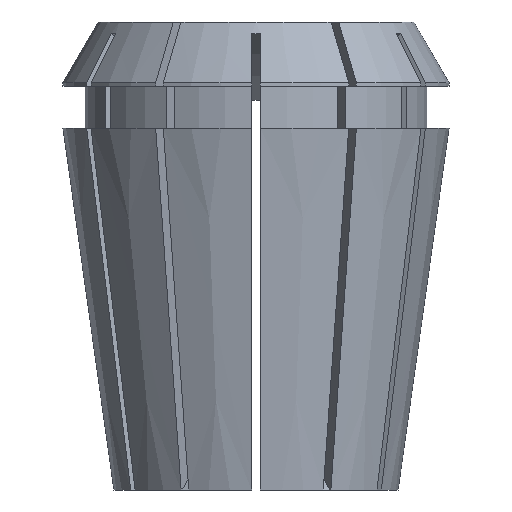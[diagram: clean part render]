
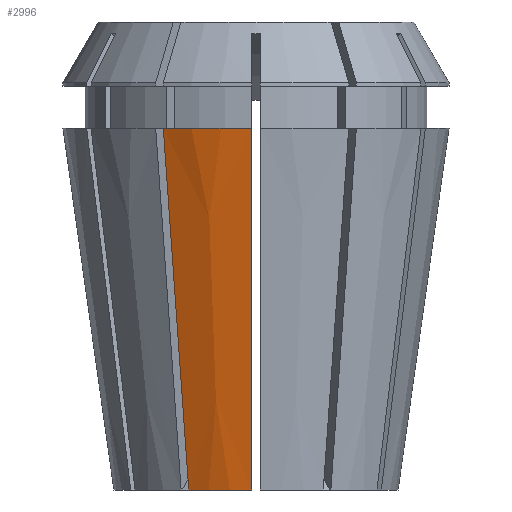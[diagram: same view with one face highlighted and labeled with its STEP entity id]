
A CAD part, front view. The second image highlights one B-rep face of the part: STEP entity #2996.
In plain terms, the highlighted conical face has half-angle 8 degrees and reference radius 12.158 mm.
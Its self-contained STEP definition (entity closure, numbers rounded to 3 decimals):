
#145 = EDGE_CURVE ( 'NONE', #1405, #1629, #3065, .T. ) ;
#333 = VERTEX_POINT ( 'NONE', #992 ) ;
#426 = CONICAL_SURFACE ( 'NONE', #3997, 12.158, 0.14 ) ;
#450 = DIRECTION ( 'NONE',  ( -1., 0., 0. ) ) ;
#498 = CARTESIAN_POINT ( 'NONE',  ( -7.69, -14.07, 27.583 ) ) ;
#556 = ORIENTED_EDGE ( 'NONE', *, *, #2758, .T. ) ;
#620 = CARTESIAN_POINT ( 'NONE',  ( -0.375, -16.263, 29.243 ) ) ;
#629 = EDGE_LOOP ( 'NONE', ( #1955, #556, #640, #1241 ) ) ;
#640 = ORIENTED_EDGE ( 'NONE', *, *, #2381, .F. ) ;
#749 = DIRECTION ( 'NONE',  ( 1., 0., 0. ) ) ;
#987 = AXIS2_PLACEMENT_3D ( 'NONE', #3452, #2479, #2793 ) ;
#992 = CARTESIAN_POINT ( 'NONE',  ( -5.751, -10.711, 0. ) ) ;
#1164 = CARTESIAN_POINT ( 'NONE',  ( -7.574, -13.868, 25.924 ) ) ;
#1216 = CARTESIAN_POINT ( 'NONE',  ( -7.923, -14.474, 30.9 ) ) ;
#1234 = CIRCLE ( 'NONE', #1440, 12.158 ) ;
#1241 = ORIENTED_EDGE ( 'NONE', *, *, #145, .F. ) ;
#1271 = CARTESIAN_POINT ( 'NONE',  ( -0.375, -12.513, 2.568 ) ) ;
#1405 = VERTEX_POINT ( 'NONE', #3430 ) ;
#1440 = AXIS2_PLACEMENT_3D ( 'NONE', #1777, #4093, #450 ) ;
#1528 = CARTESIAN_POINT ( 'NONE',  ( -7.056, -12.972, 18.565 ) ) ;
#1581 = CARTESIAN_POINT ( 'NONE',  ( -0.375, -12.152, 0. ) ) ;
#1606 = CARTESIAN_POINT ( 'NONE',  ( -0.375, -14.763, 18.571 ) ) ;
#1629 = VERTEX_POINT ( 'NONE', #3612 ) ;
#1684 = B_SPLINE_CURVE_WITH_KNOTS ( 'NONE', 3,
 ( #4105, #3174, #498, #1164, #1528, #3972, #1945, #2642, #4310, #3029 ),
 .UNSPECIFIED., .F., .F.,
 ( 4, 3, 3, 4 ),
 ( 0.064, 0.069, 0.091, 0.095 ),
 .UNSPECIFIED. ) ;
#1777 = CARTESIAN_POINT ( 'NONE',  ( 0., 0., 0. ) ) ;
#1944 = CARTESIAN_POINT ( 'NONE',  ( -0.375, -12.693, 3.852 ) ) ;
#1945 = CARTESIAN_POINT ( 'NONE',  ( -6.022, -11.18, 3.847 ) ) ;
#1955 = ORIENTED_EDGE ( 'NONE', *, *, #2195, .T. ) ;
#1962 = CARTESIAN_POINT ( 'NONE',  ( -0.375, -15.797, 25.93 ) ) ;
#1990 = CARTESIAN_POINT ( 'NONE',  ( -0.375, -13.728, 11.212 ) ) ;
#2195 = EDGE_CURVE ( 'NONE', #1405, #2636, #3706, .T. ) ;
#2381 = EDGE_CURVE ( 'NONE', #1629, #333, #1234, .T. ) ;
#2479 = DIRECTION ( 'NONE',  ( 0., 0., -1. ) ) ;
#2636 = VERTEX_POINT ( 'NONE', #1216 ) ;
#2642 = CARTESIAN_POINT ( 'NONE',  ( -5.931, -11.024, 2.565 ) ) ;
#2758 = EDGE_CURVE ( 'NONE', #2636, #333, #1684, .T. ) ;
#2793 = DIRECTION ( 'NONE',  ( -1., 0., 0. ) ) ;
#2824 = CARTESIAN_POINT ( 'NONE',  ( 0., 0., 0. ) ) ;
#2996 = ADVANCED_FACE ( 'NONE', ( #4020 ), #426, .T. ) ;
#3029 = CARTESIAN_POINT ( 'NONE',  ( -5.751, -10.711, 0. ) ) ;
#3065 = B_SPLINE_CURVE_WITH_KNOTS ( 'NONE', 3,
 ( #3628, #620, #3617, #1962, #1606, #1990, #1944, #1271, #3254, #1581 ),
 .UNSPECIFIED., .F., .F.,
 ( 4, 3, 3, 4 ),
 ( 0.064, 0.069, 0.091, 0.095 ),
 .UNSPECIFIED. ) ;
#3174 = CARTESIAN_POINT ( 'NONE',  ( -7.807, -14.272, 29.241 ) ) ;
#3254 = CARTESIAN_POINT ( 'NONE',  ( -0.375, -12.332, 1.284 ) ) ;
#3430 = CARTESIAN_POINT ( 'NONE',  ( -0.375, -16.496, 30.9 ) ) ;
#3452 = CARTESIAN_POINT ( 'NONE',  ( 0., 0., 30.9 ) ) ;
#3612 = CARTESIAN_POINT ( 'NONE',  ( -0.375, -12.152, 0. ) ) ;
#3617 = CARTESIAN_POINT ( 'NONE',  ( -0.375, -16.03, 27.587 ) ) ;
#3628 = CARTESIAN_POINT ( 'NONE',  ( -0.375, -16.496, 30.9 ) ) ;
#3706 = CIRCLE ( 'NONE', #987, 16.5 ) ;
#3828 = DIRECTION ( 'NONE',  ( 0., 0., 1. ) ) ;
#3972 = CARTESIAN_POINT ( 'NONE',  ( -6.539, -12.076, 11.206 ) ) ;
#3997 = AXIS2_PLACEMENT_3D ( 'NONE', #2824, #3828, #749 ) ;
#4020 = FACE_OUTER_BOUND ( 'NONE', #629, .T. ) ;
#4093 = DIRECTION ( 'NONE',  ( 0., 0., -1. ) ) ;
#4105 = CARTESIAN_POINT ( 'NONE',  ( -7.923, -14.474, 30.9 ) ) ;
#4310 = CARTESIAN_POINT ( 'NONE',  ( -5.841, -10.867, 1.282 ) ) ;
